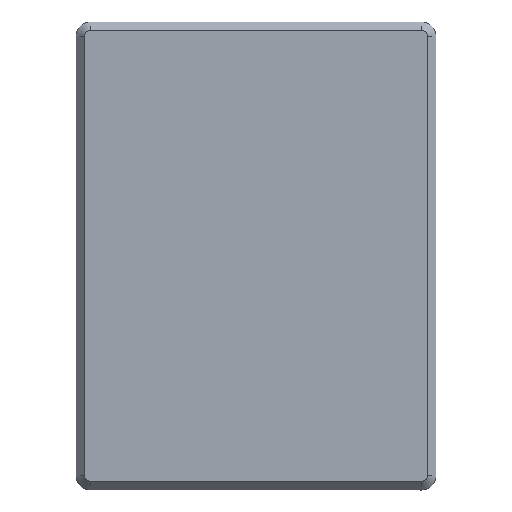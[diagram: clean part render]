
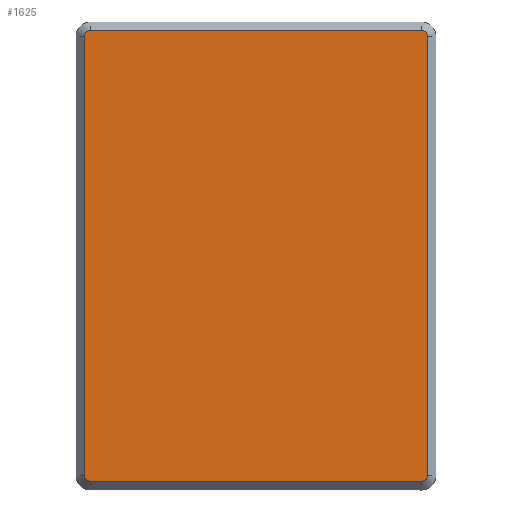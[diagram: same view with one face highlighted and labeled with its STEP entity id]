
A CAD part, top view. The second image highlights one B-rep face of the part: STEP entity #1625.
In plain terms, the highlighted planar face has unit normal (0, 0, 1).
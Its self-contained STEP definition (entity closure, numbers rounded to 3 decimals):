
#92=CIRCLE('',#1755,0.8);
#94=CIRCLE('',#1759,0.8);
#96=CIRCLE('',#1763,0.8);
#98=CIRCLE('',#1767,0.8);
#187=FACE_OUTER_BOUND('',#280,.T.);
#280=EDGE_LOOP('',(#1350,#1351,#1352,#1353,#1354,#1355,#1356,#1357));
#439=LINE('',#2646,#606);
#444=LINE('',#2660,#611);
#448=LINE('',#2672,#615);
#452=LINE('',#2684,#619);
#606=VECTOR('',#2116,10.);
#611=VECTOR('',#2129,10.);
#615=VECTOR('',#2141,10.);
#619=VECTOR('',#2153,10.);
#755=VERTEX_POINT('',#2643);
#756=VERTEX_POINT('',#2645);
#759=VERTEX_POINT('',#2653);
#761=VERTEX_POINT('',#2658);
#763=VERTEX_POINT('',#2665);
#765=VERTEX_POINT('',#2670);
#767=VERTEX_POINT('',#2677);
#769=VERTEX_POINT('',#2682);
#955=EDGE_CURVE('',#755,#756,#439,.T.);
#960=EDGE_CURVE('',#759,#755,#92,.T.);
#962=EDGE_CURVE('',#761,#759,#444,.T.);
#966=EDGE_CURVE('',#763,#761,#94,.T.);
#968=EDGE_CURVE('',#765,#763,#448,.T.);
#972=EDGE_CURVE('',#767,#765,#96,.T.);
#974=EDGE_CURVE('',#769,#767,#452,.T.);
#977=EDGE_CURVE('',#756,#769,#98,.T.);
#1350=ORIENTED_EDGE('',*,*,#955,.F.);
#1351=ORIENTED_EDGE('',*,*,#960,.F.);
#1352=ORIENTED_EDGE('',*,*,#962,.F.);
#1353=ORIENTED_EDGE('',*,*,#966,.F.);
#1354=ORIENTED_EDGE('',*,*,#968,.F.);
#1355=ORIENTED_EDGE('',*,*,#972,.F.);
#1356=ORIENTED_EDGE('',*,*,#974,.F.);
#1357=ORIENTED_EDGE('',*,*,#977,.F.);
#1544=PLANE('',#1774);
#1625=ADVANCED_FACE('',(#187),#1544,.T.);
#1755=AXIS2_PLACEMENT_3D('',#2655,#2124,#2125);
#1759=AXIS2_PLACEMENT_3D('',#2667,#2136,#2137);
#1763=AXIS2_PLACEMENT_3D('',#2679,#2148,#2149);
#1767=AXIS2_PLACEMENT_3D('',#2688,#2159,#2160);
#1774=AXIS2_PLACEMENT_3D('',#2707,#2180,#2181);
#2116=DIRECTION('',(-1.,0.,0.));
#2124=DIRECTION('center_axis',(0.,0.,-1.));
#2125=DIRECTION('ref_axis',(0.707,-0.707,0.));
#2129=DIRECTION('',(0.,-1.,0.));
#2136=DIRECTION('center_axis',(0.,0.,-1.));
#2137=DIRECTION('ref_axis',(0.707,0.707,0.));
#2141=DIRECTION('',(1.,0.,0.));
#2148=DIRECTION('center_axis',(0.,0.,-1.));
#2149=DIRECTION('ref_axis',(-0.707,0.707,0.));
#2153=DIRECTION('',(0.,1.,0.));
#2159=DIRECTION('center_axis',(0.,0.,-1.));
#2160=DIRECTION('ref_axis',(-0.707,-0.707,0.));
#2180=DIRECTION('center_axis',(0.,0.,1.));
#2181=DIRECTION('ref_axis',(1.,0.,0.));
#2643=CARTESIAN_POINT('',(46.,-61.8,18.5));
#2645=CARTESIAN_POINT('',(0.,-61.8,18.5));
#2646=CARTESIAN_POINT('',(10.5,-61.8,18.5));
#2653=CARTESIAN_POINT('',(46.8,-61.,18.5));
#2655=CARTESIAN_POINT('Origin',(46.,-61.,18.5));
#2658=CARTESIAN_POINT('',(46.8,0.,18.5));
#2660=CARTESIAN_POINT('',(46.8,-46.75,18.5));
#2665=CARTESIAN_POINT('',(46.,0.8,18.5));
#2667=CARTESIAN_POINT('Origin',(46.,0.,18.5));
#2670=CARTESIAN_POINT('',(0.,0.8,18.5));
#2672=CARTESIAN_POINT('',(35.5,0.8,18.5));
#2677=CARTESIAN_POINT('',(-0.8,0.,18.5));
#2679=CARTESIAN_POINT('Origin',(0.,0.,18.5));
#2682=CARTESIAN_POINT('',(-0.8,-61.,18.5));
#2684=CARTESIAN_POINT('',(-0.8,-14.25,18.5));
#2688=CARTESIAN_POINT('Origin',(0.,-61.,18.5));
#2707=CARTESIAN_POINT('Origin',(23.,-30.5,18.5));
